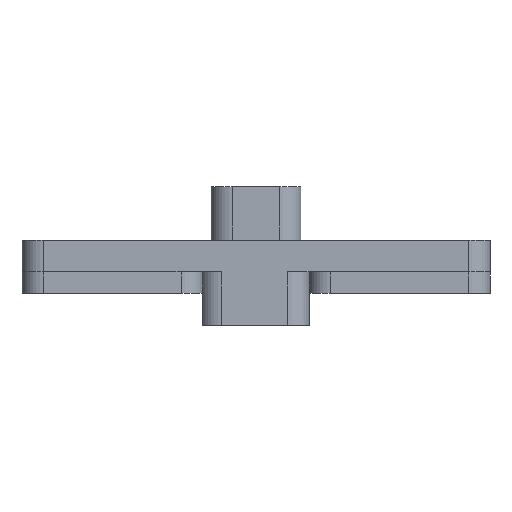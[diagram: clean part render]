
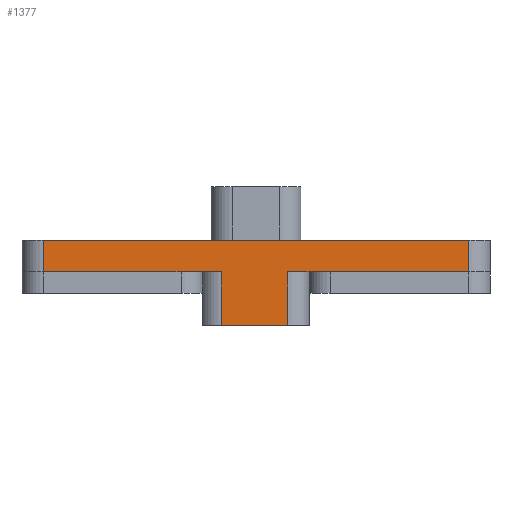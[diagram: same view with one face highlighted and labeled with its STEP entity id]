
A CAD part, front view. The second image highlights one B-rep face of the part: STEP entity #1377.
In plain terms, the highlighted planar face has unit normal (0, -1, 0).
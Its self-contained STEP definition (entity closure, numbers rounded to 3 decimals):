
#283=ORIENTED_EDGE('',*,*,#582,.T.);
#284=ORIENTED_EDGE('',*,*,#669,.T.);
#285=ORIENTED_EDGE('',*,*,#670,.F.);
#286=ORIENTED_EDGE('',*,*,#671,.T.);
#287=ORIENTED_EDGE('',*,*,#576,.T.);
#288=ORIENTED_EDGE('',*,*,#672,.T.);
#289=ORIENTED_EDGE('',*,*,#609,.F.);
#290=ORIENTED_EDGE('',*,*,#673,.T.);
#576=EDGE_CURVE('',#776,#775,#897,.T.);
#582=EDGE_CURVE('',#782,#781,#899,.T.);
#609=EDGE_CURVE('',#807,#808,#908,.T.);
#669=EDGE_CURVE('',#781,#856,#948,.T.);
#670=EDGE_CURVE('',#857,#856,#949,.T.);
#671=EDGE_CURVE('',#857,#776,#950,.T.);
#672=EDGE_CURVE('',#775,#808,#951,.T.);
#673=EDGE_CURVE('',#807,#782,#952,.F.);
#775=VERTEX_POINT('',#2127);
#776=VERTEX_POINT('',#2129);
#781=VERTEX_POINT('',#2139);
#782=VERTEX_POINT('',#2141);
#807=VERTEX_POINT('',#2194);
#808=VERTEX_POINT('',#2195);
#856=VERTEX_POINT('',#2308);
#857=VERTEX_POINT('',#2310);
#897=LINE('',#2128,#1017);
#899=LINE('',#2140,#1019);
#908=LINE('',#2193,#1028);
#948=LINE('',#2307,#1068);
#949=LINE('',#2309,#1069);
#950=LINE('',#2311,#1070);
#951=LINE('',#2312,#1071);
#952=LINE('',#2313,#1072);
#1017=VECTOR('',#1679,1000.);
#1019=VECTOR('',#1689,1000.);
#1028=VECTOR('',#1736,1000.);
#1068=VECTOR('',#1826,1000.);
#1069=VECTOR('',#1827,1000.);
#1070=VECTOR('',#1828,1000.);
#1071=VECTOR('',#1829,1000.);
#1072=VECTOR('',#1830,1000.);
#1145=EDGE_LOOP('',(#283,#284,#285,#286,#287,#288,#289,#290));
#1251=FACE_BOUND('',#1145,.T.);
#1340=PLANE('',#1528);
#1377=ADVANCED_FACE('',(#1251),#1340,.T.);
#1528=AXIS2_PLACEMENT_3D('',#2306,#1824,#1825);
#1679=DIRECTION('',(1.,0.,0.));
#1689=DIRECTION('',(1.,0.,0.));
#1736=DIRECTION('',(1.,0.,0.));
#1824=DIRECTION('',(0.,-1.,0.));
#1825=DIRECTION('',(1.,0.,0.));
#1826=DIRECTION('',(0.,0.,-1.));
#1827=DIRECTION('',(-1.,0.,0.));
#1828=DIRECTION('',(0.,0.,1.));
#1829=DIRECTION('',(0.,0.,1.));
#1830=DIRECTION('',(0.,0.,1.));
#2127=CARTESIAN_POINT('',(20.,-36.5,-3.));
#2128=CARTESIAN_POINT('',(-22.,-36.5,-3.));
#2129=CARTESIAN_POINT('',(3.,-36.5,-3.));
#2139=CARTESIAN_POINT('',(-3.268,-36.5,-3.));
#2140=CARTESIAN_POINT('',(-22.,-36.5,-3.));
#2141=CARTESIAN_POINT('',(-20.,-36.5,-3.));
#2193=CARTESIAN_POINT('',(-22.,-36.5,0.));
#2194=CARTESIAN_POINT('',(-20.,-36.5,0.));
#2195=CARTESIAN_POINT('',(20.,-36.5,0.));
#2306=CARTESIAN_POINT('',(-22.,-36.5,-3.));
#2307=CARTESIAN_POINT('',(-3.268,-36.5,-8.));
#2308=CARTESIAN_POINT('',(-3.268,-36.5,-8.));
#2309=CARTESIAN_POINT('',(5.,-36.5,-8.));
#2310=CARTESIAN_POINT('',(3.,-36.5,-8.));
#2311=CARTESIAN_POINT('',(3.,-36.5,-3.));
#2312=CARTESIAN_POINT('',(20.,-36.5,-3.));
#2313=CARTESIAN_POINT('',(-20.,-36.5,-3.));
